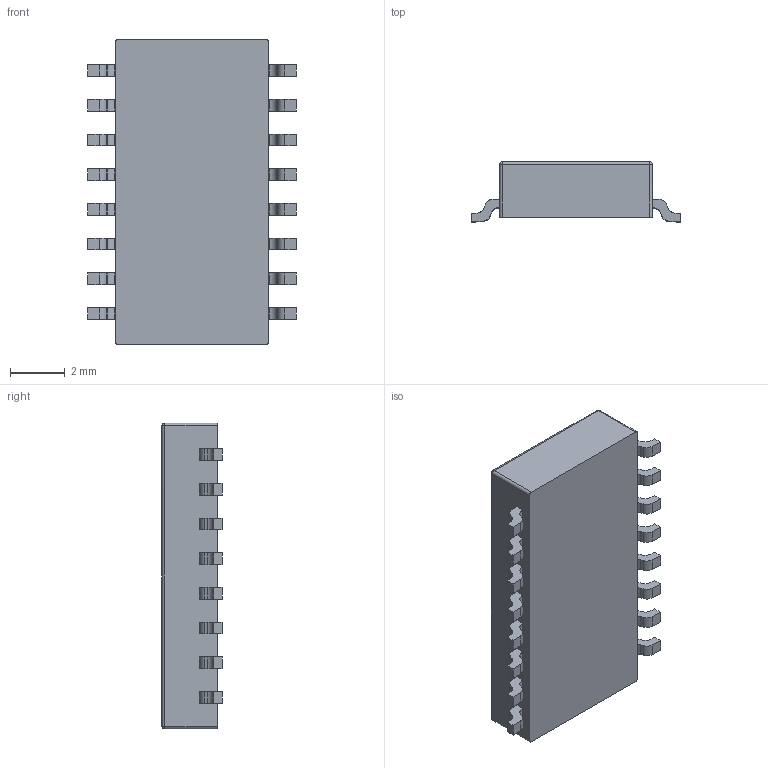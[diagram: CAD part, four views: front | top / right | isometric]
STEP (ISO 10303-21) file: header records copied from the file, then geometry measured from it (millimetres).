
FILE_DESCRIPTION(('CATIA V5 STEP Exchange','CAx-IF Rec.Pracs.--- Model Styling and Organization---1.4--- 2014-01-23'),'2;1');
FILE_NAME('SOM162.stp','2025-07-16T15:26:06+00:00',('none'),('none'),'CATIA Version 5-6 Release 2016 SP6 HF32','CATIA V5 STEP AP214','none');
FILE_SCHEMA(('AUTOMOTIVE_DESIGN { 1 0 10303 214 1 1 1 1 }'));
Length unit declared in the file: millimetre
Products named in the file (1): 4820P
Bounding box: 7.62 x 2.2 x 11.18 mm (x, y, z)
Volume: 129.7 mm3; surface area: 222 mm2
Topology: 1 solids, 1 shells, 226 faces, 616 edges, 406 vertices
Faces by surface type: plane 150, cylinder 72, sphere 4
Entity records: 7602 total; most frequent: CARTESIAN_POINT 1981, ORIENTED_EDGE 1228, DIRECTION 998, EDGE_CURVE 614, VECTOR 468, LINE 468, VERTEX_POINT 406, AXIS2_PLACEMENT_3D 305
